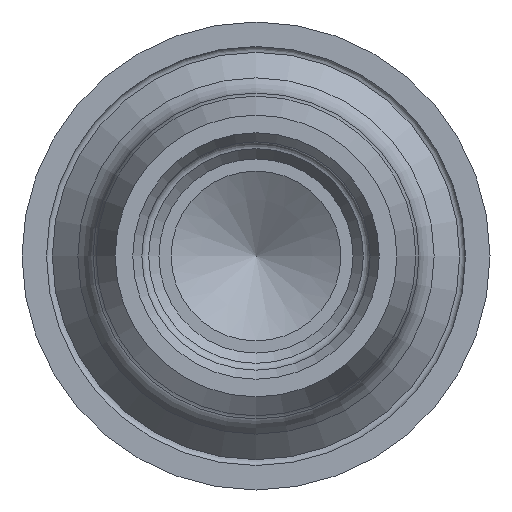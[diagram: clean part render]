
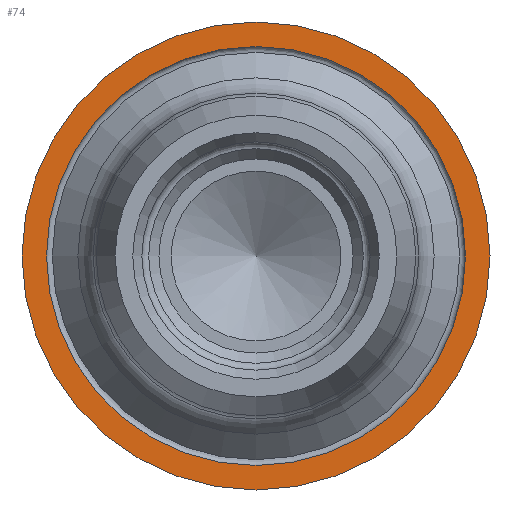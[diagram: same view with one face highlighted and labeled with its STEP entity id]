
A CAD part, front view. The second image highlights one B-rep face of the part: STEP entity #74.
In plain terms, the highlighted face is planar.
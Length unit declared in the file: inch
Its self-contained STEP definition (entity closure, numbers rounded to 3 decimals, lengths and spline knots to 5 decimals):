
#43=PLANE('',#490);
#74=ADVANCED_FACE('',(#140,#141),#43,.F.);
#140=FACE_BOUND('',#215,.T.);
#141=FACE_BOUND('',#216,.T.);
#215=EDGE_LOOP('',(#289));
#216=EDGE_LOOP('',(#290));
#289=ORIENTED_EDGE('',*,*,#386,.F.);
#290=ORIENTED_EDGE('',*,*,#387,.T.);
#348=VERTEX_POINT('',#735);
#349=VERTEX_POINT('',#738);
#386=EDGE_CURVE('',#348,#348,#423,.T.);
#387=EDGE_CURVE('',#349,#349,#424,.T.);
#423=CIRCLE('',#487,0.565);
#424=CIRCLE('',#489,0.50592);
#487=AXIS2_PLACEMENT_3D('',#734,#596,#597);
#489=AXIS2_PLACEMENT_3D('',#737,#600,#601);
#490=AXIS2_PLACEMENT_3D('',#739,#602,#603);
#596=DIRECTION('',(0.,0.,-1.));
#597=DIRECTION('',(-1.,0.,0.));
#600=DIRECTION('',(0.,0.,-1.));
#601=DIRECTION('',(-1.,0.,0.));
#602=DIRECTION('',(0.,0.,-1.));
#603=DIRECTION('',(-1.,0.,0.));
#734=CARTESIAN_POINT('',(0.,0.,5.425));
#735=CARTESIAN_POINT('',(-0.565,0.,5.425));
#737=CARTESIAN_POINT('',(0.,0.,5.425));
#738=CARTESIAN_POINT('',(-0.50592,0.,5.425));
#739=CARTESIAN_POINT('',(-0.50592,0.,5.425));
